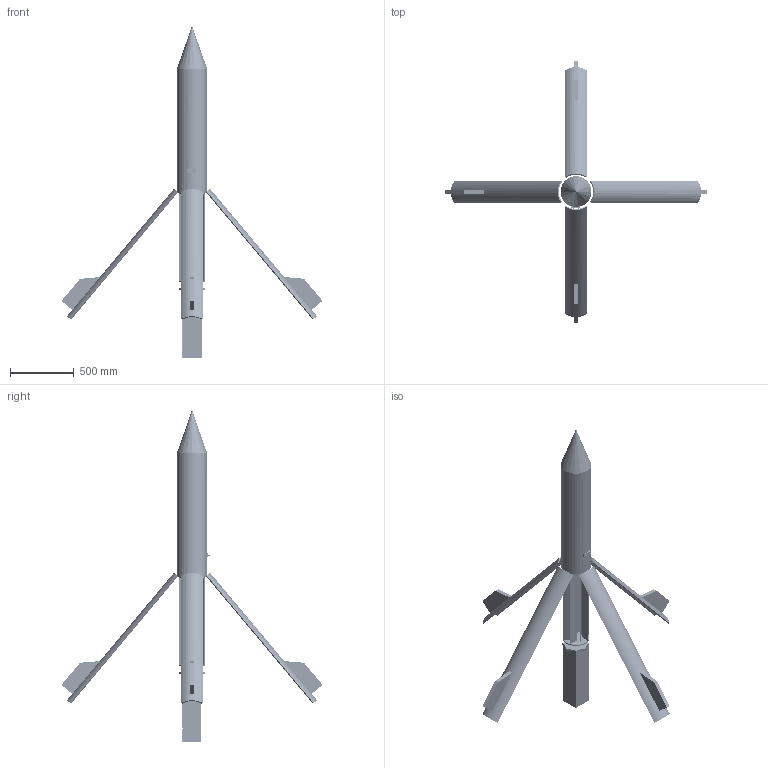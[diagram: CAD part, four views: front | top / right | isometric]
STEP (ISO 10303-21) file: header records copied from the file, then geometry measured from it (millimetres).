
FILE_DESCRIPTION(/* description */ (''),/* implementation_level */ '2;1');
FILE_NAME(/* name */ 'MAIN v12_hit v11.step',/* time_stamp */ '2022-10-02T13:46:44+02:00',/* author */ (''),/* organization */ (''),/* preprocessor_version */ 'ST-DEVELOPER v19',/* originating_system */ 'Autodesk Translation Framework v11.7.0.108',/* authorisation */ '');
FILE_SCHEMA (('AUTOMOTIVE_DESIGN { 1 0 10303 214 3 1 1 }'));
Length unit declared in the file: millimetre
Products named in the file (23): MAIN v12_hit; modul_ziemia v26; Main; mocowanie_silnika; przekladnia; silnik; kolo_zamachowe; cialo_rakiety; lozysko_gora; turbine v1; full_solar v3; 8x10_solar_panel v5; 8x10_panel; 8x10_solar_panel v5 (1); 8x10_panel (1); 8x10_solar_panel v5 (2); 8x10_panel (2); 8x10_solar_panel v5 (3); 8x10_panel (3); Polycrystalline Solar Panel, 0.5V, 100 mA v1; Component2; rock; edjected_deployed v2
Assembly tree (345 placements, depth 5):
  MAIN v12_hit
    modul_ziemia v26
      Main
        mocowanie_silnika
        przekladnia
        silnik
        kolo_zamachowe
        cialo_rakiety
        lozysko_gora  x2
    turbine v1
    full_solar v3
      8x10_solar_panel v5
        8x10_panel
          Polycrystalline Solar Panel, 0.5V, 100 mA v1  x80
          Component2
      8x10_solar_panel v5 (1)
        8x10_panel (1)
          Polycrystalline Solar Panel, 0.5V, 100 mA v1  x80
          Component2
      8x10_solar_panel v5 (2)
        8x10_panel (2)
          Polycrystalline Solar Panel, 0.5V, 100 mA v1  x80
          Component2
      8x10_solar_panel v5 (3)
        8x10_panel (3)
          Polycrystalline Solar Panel, 0.5V, 100 mA v1  x80
          Component2
    rock
    edjected_deployed v2
Bounding box: 2040.07 x 2040.07 x 2595 mm (x, y, z)
Volume: 33532101.3 mm3; surface area: 7530306.6 mm2
Topology: 383 solids, 383 shells, 28339 faces, 78389 edges, 50192 vertices
Faces by surface type: plane 20945, cylinder 5392, bspline 1935, cone 55, torus 12
Full cylindrical faces by diameter (mm): 3 x2560, 4.975 x27, 5.842 x8, 6.35 x27, 7.137 x4, 7.366 x4, 7.62 x4, 10 x2, 10.973 x1, 11.26 x36, 12.7 x2, 15.875 x1, 19.05 x2, 20 x1, 38.1 x1, 70 x1, 76.2 x1, 80 x4, 90.705 x2, 100.739 x2, 107 x2, 110 x1, 123.9 x2, 125 x2, 200 x1, 210 x3, 220 x1, 240 x1
Entity records: 33381 total; most frequent: CARTESIAN_POINT 13309, DIRECTION 4191, ORIENTED_EDGE 3548, EDGE_CURVE 1774, AXIS2_PLACEMENT_3D 1632, VERTEX_POINT 1141, LINE 927, VECTOR 927
